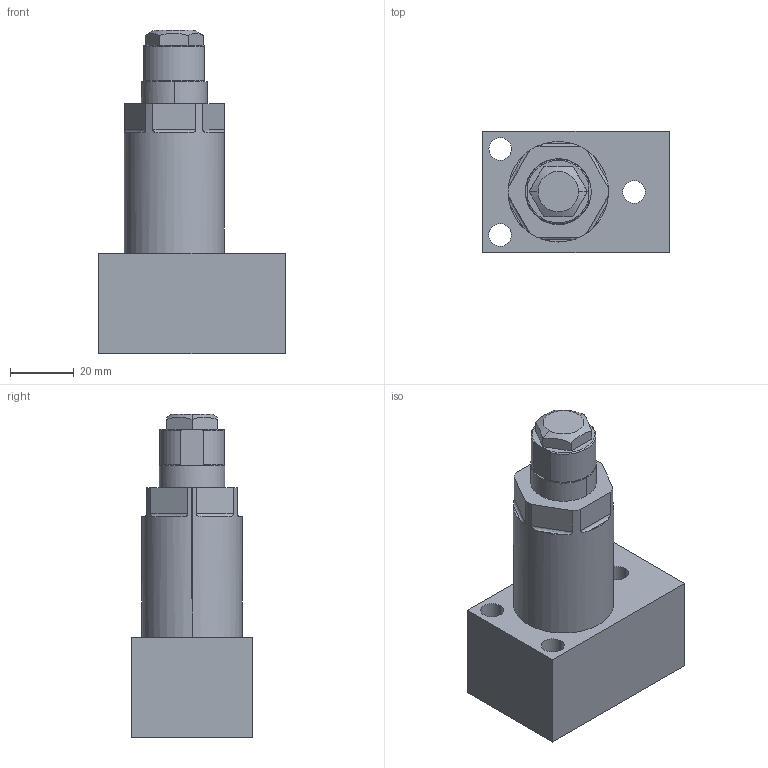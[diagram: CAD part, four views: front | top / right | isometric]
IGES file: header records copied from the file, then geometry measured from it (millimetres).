
Start section:  PTC IGES file: ilc10080817.igs
Global section: file name: ilc10080817.igs; native system: Pro/ENGINEER by Parametric Technology Corporation; preprocessor: 2007460; author: jdw; organization: Unknown; date: 20121018.073912; units: inch
Bounding box: 58.72 x 38.1 x 101.6 mm (x, y, z)
Surface area: 20040 mm2 (no closed solid volume)
Topology: 0 solids, 0 shells, 82 faces, 404 edges, 402 vertices
Faces by surface type: revolution 45, bspline 37
